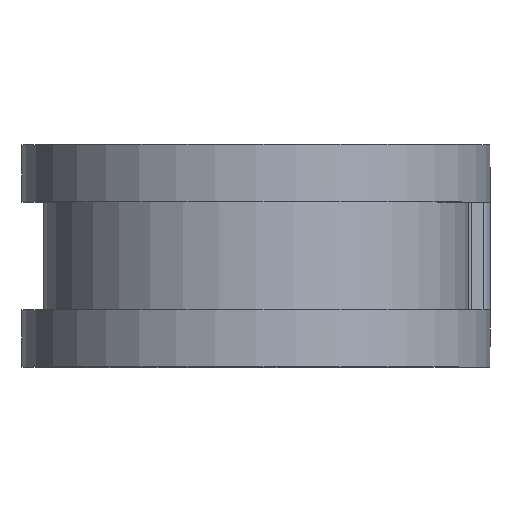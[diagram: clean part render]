
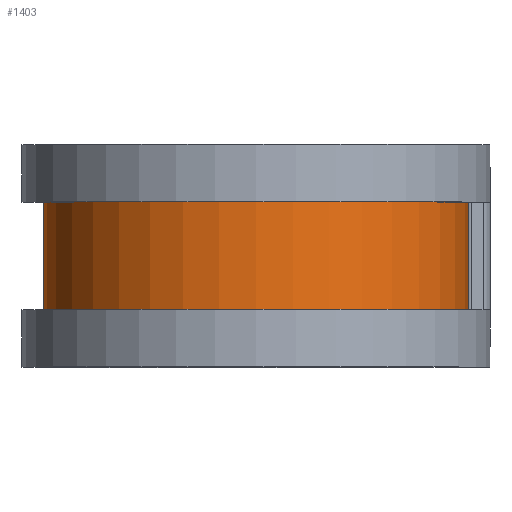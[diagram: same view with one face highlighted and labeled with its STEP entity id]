
A CAD part, top view. The second image highlights one B-rep face of the part: STEP entity #1403.
In plain terms, the highlighted cylindrical face has radius 15.037 mm (diameter 30.074 mm), a partial arc.
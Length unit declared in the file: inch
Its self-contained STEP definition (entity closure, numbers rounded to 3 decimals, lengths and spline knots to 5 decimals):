
#17 = VECTOR ( 'NONE', #274, 39.37008 ) ;
#135 = CIRCLE ( 'NONE', #1539, 0.592 ) ;
#206 = CARTESIAN_POINT ( 'NONE',  ( 0., 0.15, 0. ) ) ;
#246 = EDGE_LOOP ( 'NONE', ( #592, #463, #1554, #1745 ) ) ;
#274 = DIRECTION ( 'NONE',  ( 0., -1., 0. ) ) ;
#306 = DIRECTION ( 'NONE',  ( 0., -1., 0. ) ) ;
#347 = DIRECTION ( 'NONE',  ( 0., 0., -1. ) ) ;
#389 = EDGE_CURVE ( 'NONE', #1126, #1004, #1461, .T. ) ;
#412 = CARTESIAN_POINT ( 'NONE',  ( 0., 0.15, -0.592 ) ) ;
#457 = CARTESIAN_POINT ( 'NONE',  ( 0., -0.15, -0.592 ) ) ;
#460 = DIRECTION ( 'NONE',  ( 0., -1., 0. ) ) ;
#463 = ORIENTED_EDGE ( 'NONE', *, *, #1491, .T. ) ;
#577 = CYLINDRICAL_SURFACE ( 'NONE', #633, 0.592 ) ;
#592 = ORIENTED_EDGE ( 'NONE', *, *, #389, .F. ) ;
#633 = AXIS2_PLACEMENT_3D ( 'NONE', #1005, #460, #1137 ) ;
#751 = EDGE_CURVE ( 'NONE', #776, #1656, #1088, .T. ) ;
#765 = VECTOR ( 'NONE', #1644, 39.37008 ) ;
#776 = VERTEX_POINT ( 'NONE', #412 ) ;
#805 = FACE_OUTER_BOUND ( 'NONE', #246, .T. ) ;
#883 = CARTESIAN_POINT ( 'NONE',  ( 0.592, 0.25, 0. ) ) ;
#1004 = VERTEX_POINT ( 'NONE', #1560 ) ;
#1005 = CARTESIAN_POINT ( 'NONE',  ( 0., 0.25, 0. ) ) ;
#1082 = CARTESIAN_POINT ( 'NONE',  ( 0.592, 0.15, 0. ) ) ;
#1088 = LINE ( 'NONE', #1094, #17 ) ;
#1094 = CARTESIAN_POINT ( 'NONE',  ( 0., 0.25, -0.592 ) ) ;
#1126 = VERTEX_POINT ( 'NONE', #1082 ) ;
#1132 = CARTESIAN_POINT ( 'NONE',  ( 0., -0.15, 0. ) ) ;
#1137 = DIRECTION ( 'NONE',  ( 0., 0., -1. ) ) ;
#1169 = DIRECTION ( 'NONE',  ( 0., -1., 0. ) ) ;
#1185 = AXIS2_PLACEMENT_3D ( 'NONE', #206, #1169, #347 ) ;
#1265 = DIRECTION ( 'NONE',  ( 0., 0., -1. ) ) ;
#1338 = EDGE_CURVE ( 'NONE', #1004, #1656, #135, .T. ) ;
#1392 = CIRCLE ( 'NONE', #1185, 0.592 ) ;
#1403 = ADVANCED_FACE ( 'NONE', ( #805 ), #577, .T. ) ;
#1461 = LINE ( 'NONE', #883, #765 ) ;
#1491 = EDGE_CURVE ( 'NONE', #1126, #776, #1392, .T. ) ;
#1539 = AXIS2_PLACEMENT_3D ( 'NONE', #1132, #306, #1265 ) ;
#1554 = ORIENTED_EDGE ( 'NONE', *, *, #751, .T. ) ;
#1560 = CARTESIAN_POINT ( 'NONE',  ( 0.592, -0.15, 0. ) ) ;
#1644 = DIRECTION ( 'NONE',  ( 0., -1., 0. ) ) ;
#1656 = VERTEX_POINT ( 'NONE', #457 ) ;
#1745 = ORIENTED_EDGE ( 'NONE', *, *, #1338, .F. ) ;
